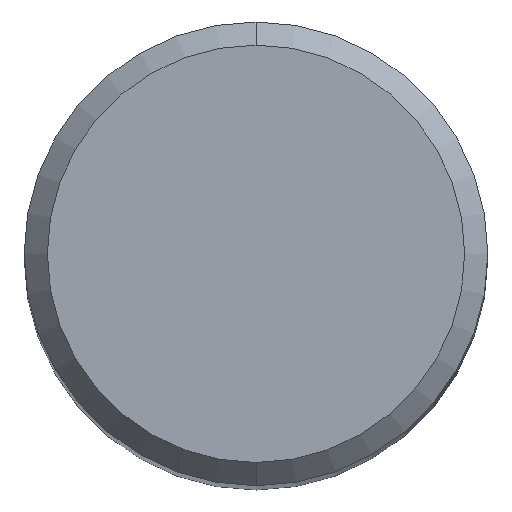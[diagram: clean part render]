
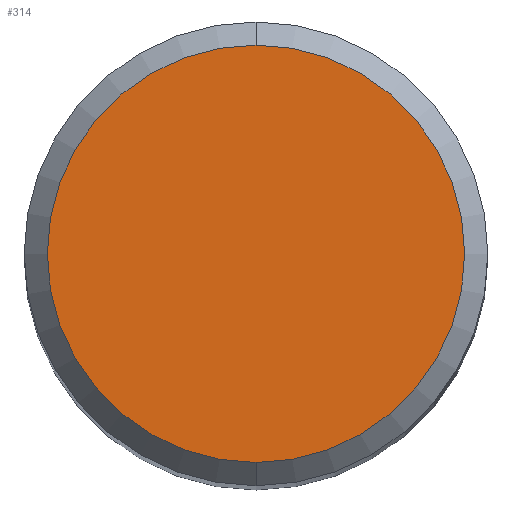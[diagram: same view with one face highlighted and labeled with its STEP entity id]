
A CAD part, top view. The second image highlights one B-rep face of the part: STEP entity #314.
In plain terms, the highlighted planar face has unit normal (0, 0, 1).
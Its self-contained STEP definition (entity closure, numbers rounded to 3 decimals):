
#222=VERTEX_POINT('',#526);
#234=EDGE_CURVE('',#386,#222,#538,.T.);
#308=EDGE_CURVE('',#222,#386,#621,.T.);
#314=ADVANCED_FACE('',(#628),#629,.T.);
#386=VERTEX_POINT('',#709);
#526=CARTESIAN_POINT('',(0.0,5.4,0.0));
#538=CIRCLE('',#982,5.4);
#621=CIRCLE('',#1125,5.4);
#628=FACE_OUTER_BOUND('',#1133,.T.);
#629=PLANE('',#1134);
#709=CARTESIAN_POINT('',(0.,-5.4,0.0));
#982=AXIS2_PLACEMENT_3D('',#1542,#1543,#1544);
#1125=AXIS2_PLACEMENT_3D('',#1656,#1657,#1658);
#1133=EDGE_LOOP('',(#1671,#1672));
#1134=AXIS2_PLACEMENT_3D('',#1673,#1674,#1675);
#1542=CARTESIAN_POINT('',(0.0,0.0,0.0));
#1543=DIRECTION('',(0.0,0.0,-1.0));
#1544=DIRECTION('',(0.0,1.0,0.0));
#1656=CARTESIAN_POINT('',(0.0,0.0,0.0));
#1657=DIRECTION('',(0.0,0.0,-1.0));
#1658=DIRECTION('',(0.0,1.0,0.0));
#1671=ORIENTED_EDGE('',*,*,#308,.F.);
#1672=ORIENTED_EDGE('',*,*,#234,.F.);
#1673=CARTESIAN_POINT('',(0.0,2.7,0.0));
#1674=DIRECTION('',(-0.0,0.0,1.0));
#1675=DIRECTION('',(0.0,-1.0,0.0));
